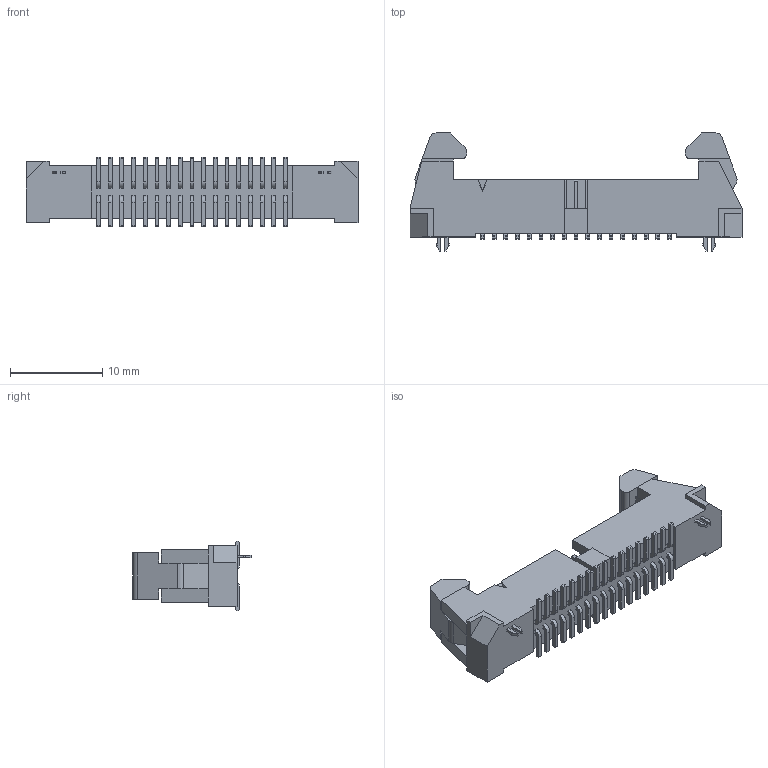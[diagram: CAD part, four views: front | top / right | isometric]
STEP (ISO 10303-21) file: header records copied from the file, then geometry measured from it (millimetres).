
FILE_DESCRIPTION( ( 'STEP AP214' ), ' ' );
FILE_NAME( 'EHF-117-01-F-D-SM-LC.stp', '2018-03-22T16:13:06', ( '' ), ( '' ), ' ', 'PARTsolutions', ' ' );
FILE_SCHEMA( ( 'AUTOMOTIVE_DESIGN { 1 0 10303 214 1 1 1 1 }' ) );
Length unit declared in the file: inch
Products named in the file (4): EHF-117-01-F-D-SM-LC; _EHF-117-01-D-LC_header; _EHF-First_Position_Indicator; _T-1S15-02-17-D-SM
Assembly tree (3 placements, depth 2):
  EHF-117-01-F-D-SM-LC
    _EHF-117-01-D-LC_header
    _EHF-First_Position_Indicator
    _T-1S15-02-17-D-SM
Bounding box: 36.07 x 12.83 x 7.52 mm (x, y, z)
Volume: 1172.6 mm3; surface area: 1962.1 mm2
Topology: 3 solids, 3 shells, 683 faces, 2001 edges, 1328 vertices
Faces by surface type: plane 607, cylinder 76
Entity records: 27837 total; most frequent: CARTESIAN_POINT 4016, ORIENTED_EDGE 4002, DIRECTION 3527, EDGE_CURVE 2001, LINE 1849, VECTOR 1849, VERTEX_POINT 1328, AXIS2_PLACEMENT_3D 839
